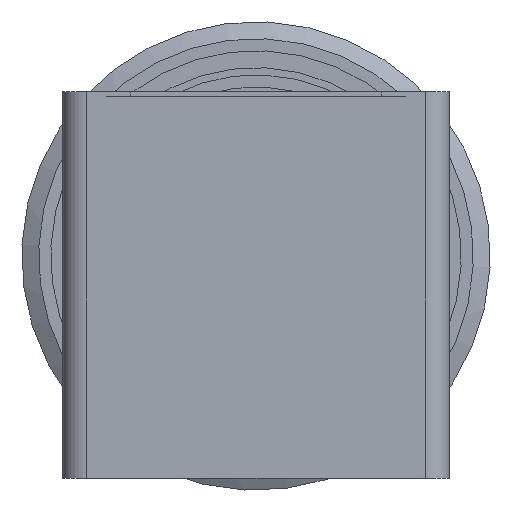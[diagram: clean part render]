
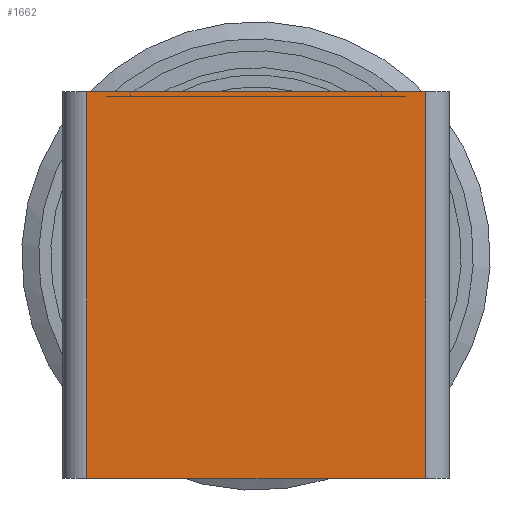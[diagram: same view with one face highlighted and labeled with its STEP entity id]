
A CAD part, left-side view. The second image highlights one B-rep face of the part: STEP entity #1662.
In plain terms, the highlighted planar face has unit normal (-1, 0, 0).
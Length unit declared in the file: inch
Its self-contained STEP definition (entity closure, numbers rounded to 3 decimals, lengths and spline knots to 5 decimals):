
#66 = DIRECTION ( 'NONE',  ( 0., 0., -1. ) ) ;
#104 = CARTESIAN_POINT ( 'NONE',  ( 0., 0.1378, 0.15748 ) ) ;
#182 = DIRECTION ( 'NONE',  ( 0., 0., 1. ) ) ;
#294 = ORIENTED_EDGE ( 'NONE', *, *, #2143, .F. ) ;
#884 = VERTEX_POINT ( 'NONE', #2247 ) ;
#979 = VECTOR ( 'NONE', #182, 39.37008 ) ;
#1028 = CARTESIAN_POINT ( 'NONE',  ( 0., -0.1378, -0.15748 ) ) ;
#1075 = LINE ( 'NONE', #2129, #3399 ) ;
#1416 = ORIENTED_EDGE ( 'NONE', *, *, #3532, .T. ) ;
#1461 = DIRECTION ( 'NONE',  ( 1., 0., 0. ) ) ;
#1465 = ORIENTED_EDGE ( 'NONE', *, *, #2166, .F. ) ;
#1545 = VECTOR ( 'NONE', #2427, 39.37008 ) ;
#1662 = ADVANCED_FACE ( 'NONE', ( #3177 ), #3158, .F. ) ;
#1832 = LINE ( 'NONE', #2486, #979 ) ;
#1977 = CARTESIAN_POINT ( 'NONE',  ( 0., -0.1378, -0.15748 ) ) ;
#2129 = CARTESIAN_POINT ( 'NONE',  ( 0., 0.1378, 0.15748 ) ) ;
#2143 = EDGE_CURVE ( 'NONE', #2625, #3607, #1075, .T. ) ;
#2166 = EDGE_CURVE ( 'NONE', #3607, #3386, #4140, .T. ) ;
#2200 = EDGE_CURVE ( 'NONE', #884, #2625, #1832, .T. ) ;
#2247 = CARTESIAN_POINT ( 'NONE',  ( 0., 0.1378, -0.15748 ) ) ;
#2427 = DIRECTION ( 'NONE',  ( 0., -1., 0. ) ) ;
#2443 = DIRECTION ( 'NONE',  ( 0., -1., 0. ) ) ;
#2486 = CARTESIAN_POINT ( 'NONE',  ( 0., 0.1378, 0.15748 ) ) ;
#2576 = CARTESIAN_POINT ( 'NONE',  ( 0., -0.1378, 0.15748 ) ) ;
#2625 = VERTEX_POINT ( 'NONE', #2667 ) ;
#2667 = CARTESIAN_POINT ( 'NONE',  ( 0., 0.1378, 0.15748 ) ) ;
#2911 = VECTOR ( 'NONE', #3492, 39.37008 ) ;
#3158 = PLANE ( 'NONE',  #3690 ) ;
#3177 = FACE_OUTER_BOUND ( 'NONE', #3239, .T. ) ;
#3239 = EDGE_LOOP ( 'NONE', ( #1465, #294, #3861, #1416 ) ) ;
#3252 = CARTESIAN_POINT ( 'NONE',  ( 0., -0.1378, 0.15748 ) ) ;
#3386 = VERTEX_POINT ( 'NONE', #1977 ) ;
#3399 = VECTOR ( 'NONE', #2443, 39.37008 ) ;
#3492 = DIRECTION ( 'NONE',  ( 0., 0., -1. ) ) ;
#3532 = EDGE_CURVE ( 'NONE', #884, #3386, #3739, .T. ) ;
#3607 = VERTEX_POINT ( 'NONE', #2576 ) ;
#3690 = AXIS2_PLACEMENT_3D ( 'NONE', #104, #1461, #66 ) ;
#3739 = LINE ( 'NONE', #1028, #1545 ) ;
#3861 = ORIENTED_EDGE ( 'NONE', *, *, #2200, .F. ) ;
#4140 = LINE ( 'NONE', #3252, #2911 ) ;
